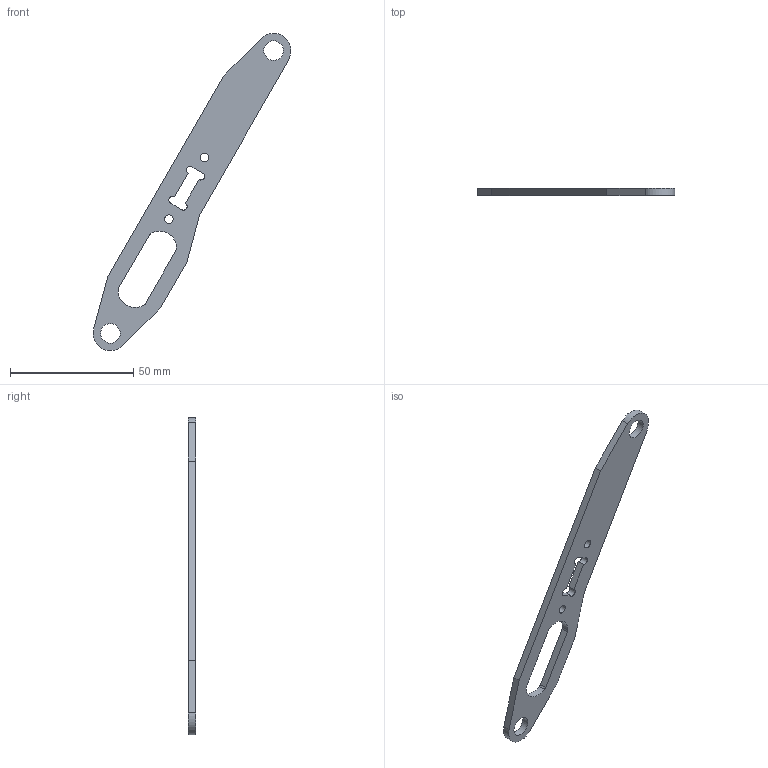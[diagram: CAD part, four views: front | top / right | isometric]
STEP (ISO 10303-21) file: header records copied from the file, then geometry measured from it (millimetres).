
FILE_DESCRIPTION(/* description */ (''),/* implementation_level */ '2;1');
FILE_NAME(/* name */ 'LegBackLinkFrame.stp',/* time_stamp */ '2024-04-20T20:53:37+09:00',/* author */ ('masato'),/* organization */ (''),/* preprocessor_version */ 'ST-DEVELOPER v20',/* originating_system */ 'Autodesk Inventor 2024',/* authorisation */ '');
FILE_SCHEMA (('AUTOMOTIVE_DESIGN { 1 0 10303 214 3 1 1 }'));
Length unit declared in the file: millimetre
Products named in the file (1): LegBackLinkFrame
Bounding box: 80.2 x 3 x 128.7 mm (x, y, z)
Volume: 6807.6 mm3; surface area: 6092.6 mm2
Topology: 1 solids, 1 shells, 33 faces, 93 edges, 62 vertices
Faces by surface type: cylinder 17, plane 16
Full cylindrical faces by diameter (mm): 3.5 x2, 8 x2
Entity records: 1146 total; most frequent: DIRECTION 195, CARTESIAN_POINT 189, ORIENTED_EDGE 186, EDGE_CURVE 93, AXIS2_PLACEMENT_3D 68, VERTEX_POINT 62, LINE 59, VECTOR 59
